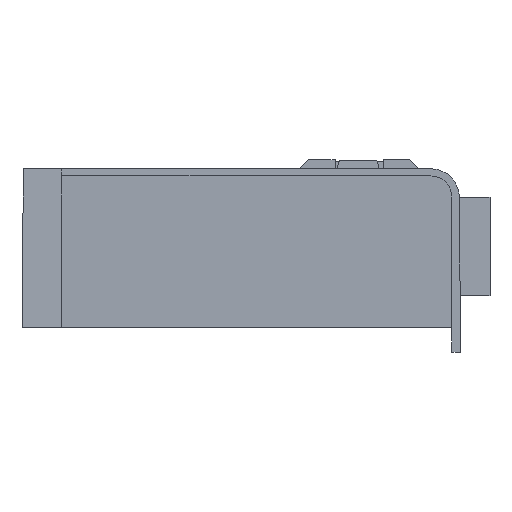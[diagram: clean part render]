
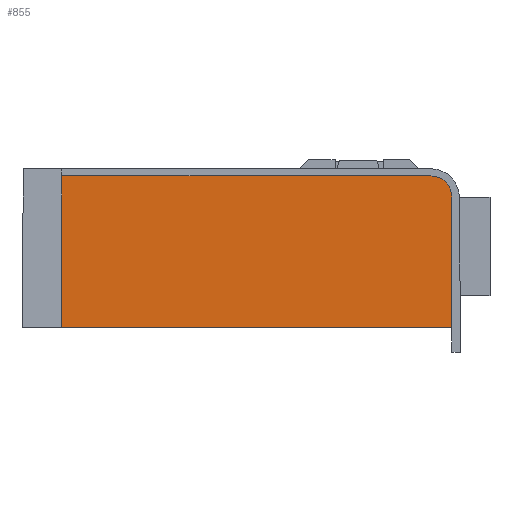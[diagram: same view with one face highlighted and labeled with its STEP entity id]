
A CAD part, left-side view. The second image highlights one B-rep face of the part: STEP entity #855.
In plain terms, the highlighted planar face has unit normal (-1, 0, -0.018).
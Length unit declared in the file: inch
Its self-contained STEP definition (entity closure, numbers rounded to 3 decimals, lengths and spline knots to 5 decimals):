
#65 = ORIENTED_EDGE ( 'NONE', *, *, #1992, .T. ) ;
#175 = ORIENTED_EDGE ( 'NONE', *, *, #1915, .T. ) ;
#235 = DIRECTION ( 'NONE',  ( -1., 0., -0.017 ) ) ;
#392 = VERTEX_POINT ( 'NONE', #3364 ) ;
#458 = VERTEX_POINT ( 'NONE', #3620 ) ;
#487 = DIRECTION ( 'NONE',  ( -0.017, 0., 1. ) ) ;
#489 = LINE ( 'NONE', #1748, #570 ) ;
#570 = VECTOR ( 'NONE', #2920, 39.37008 ) ;
#577 = DIRECTION ( 'NONE',  ( 0., 1., 0. ) ) ;
#669 = CARTESIAN_POINT ( 'NONE',  ( 0.0155, -2.39529, 0. ) ) ;
#796 = LINE ( 'NONE', #2988, #3474 ) ;
#855 = ADVANCED_FACE ( 'NONE', ( #2620 ), #1685, .T. ) ;
#873 = VECTOR ( 'NONE', #2460, 39.37008 ) ;
#929 = CARTESIAN_POINT ( 'NONE',  ( 0., -2.39529, 0.8878 ) ) ;
#974 = CARTESIAN_POINT ( 'NONE',  ( 0.00069, -2.34636, 0.84843 ) ) ;
#1193 = EDGE_CURVE ( 'NONE', #2248, #458, #2350, .T. ) ;
#1320 = ORIENTED_EDGE ( 'NONE', *, *, #1587, .T. ) ;
#1426 = CARTESIAN_POINT ( 'NONE',  ( 0., 0., 0.8878 ) ) ;
#1575 = VERTEX_POINT ( 'NONE', #669 ) ;
#1587 = EDGE_CURVE ( 'NONE', #392, #1575, #3496, .T. ) ;
#1645 = ORIENTED_EDGE ( 'NONE', *, *, #1193, .T. ) ;
#1685 = PLANE ( 'NONE',  #2087 ) ;
#1748 = CARTESIAN_POINT ( 'NONE',  ( 0., -0.214, 0.8878 ) ) ;
#1790 = VECTOR ( 'NONE', #3119, 39.37008 ) ;
#1896 = VERTEX_POINT ( 'NONE', #2740 ) ;
#1915 = EDGE_CURVE ( 'NONE', #1575, #2248, #3645, .T. ) ;
#1931 = CARTESIAN_POINT ( 'NONE',  ( 0.00069, -2.27718, 0.84843 ) ) ;
#1992 = EDGE_CURVE ( 'NONE', #458, #1896, #796, .T. ) ;
#2087 = AXIS2_PLACEMENT_3D ( 'NONE', #1426, #235, #487 ) ;
#2139 = ORIENTED_EDGE ( 'NONE', *, *, #2840, .T. ) ;
#2248 = VERTEX_POINT ( 'NONE', #2538 ) ;
#2276 = EDGE_LOOP ( 'NONE', ( #2139, #1320, #175, #1645, #65 ) ) ;
#2350 =( BOUNDED_CURVE ( )  B_SPLINE_CURVE ( 3, ( #3736, #2849, #974, #1931 ),
 .UNSPECIFIED., .F., .F. ) 
 B_SPLINE_CURVE_WITH_KNOTS ( ( 4, 4 ),
 ( 1.5708, 3.14159 ),
 .UNSPECIFIED. ) 
 CURVE ( )  GEOMETRIC_REPRESENTATION_ITEM ( )  RATIONAL_B_SPLINE_CURVE ( ( 1., 0.805, 0.805, 1. ) ) 
 REPRESENTATION_ITEM ( '' )  );
#2460 = DIRECTION ( 'NONE',  ( -0.017, 0., 1. ) ) ;
#2468 = CARTESIAN_POINT ( 'NONE',  ( 0.0155, 0., 0. ) ) ;
#2538 = CARTESIAN_POINT ( 'NONE',  ( 0.00275, -2.39529, 0.73031 ) ) ;
#2620 = FACE_OUTER_BOUND ( 'NONE', #2276, .T. ) ;
#2740 = CARTESIAN_POINT ( 'NONE',  ( 0.00069, -0.214, 0.84843 ) ) ;
#2840 = EDGE_CURVE ( 'NONE', #1896, #392, #489, .T. ) ;
#2849 = CARTESIAN_POINT ( 'NONE',  ( 0.00154, -2.39529, 0.7995 ) ) ;
#2920 = DIRECTION ( 'NONE',  ( 0.017, 0., -1. ) ) ;
#2988 = CARTESIAN_POINT ( 'NONE',  ( 0.00069, 0., 0.84843 ) ) ;
#3119 = DIRECTION ( 'NONE',  ( 0., -1., 0. ) ) ;
#3364 = CARTESIAN_POINT ( 'NONE',  ( 0.0155, -0.214, 0. ) ) ;
#3474 = VECTOR ( 'NONE', #577, 39.37008 ) ;
#3496 = LINE ( 'NONE', #2468, #1790 ) ;
#3620 = CARTESIAN_POINT ( 'NONE',  ( 0.00069, -2.27718, 0.84843 ) ) ;
#3645 = LINE ( 'NONE', #929, #873 ) ;
#3736 = CARTESIAN_POINT ( 'NONE',  ( 0.00275, -2.39529, 0.73031 ) ) ;
